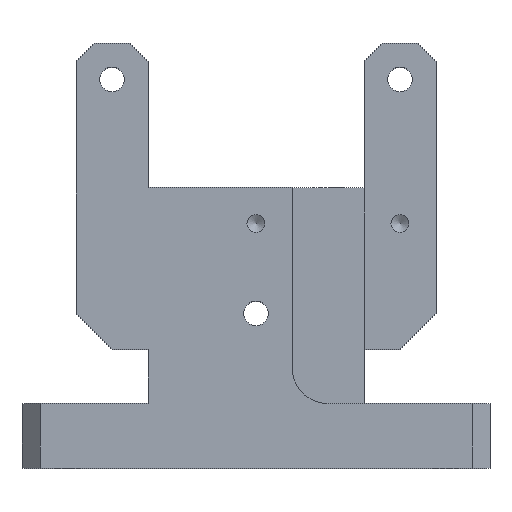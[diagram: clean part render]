
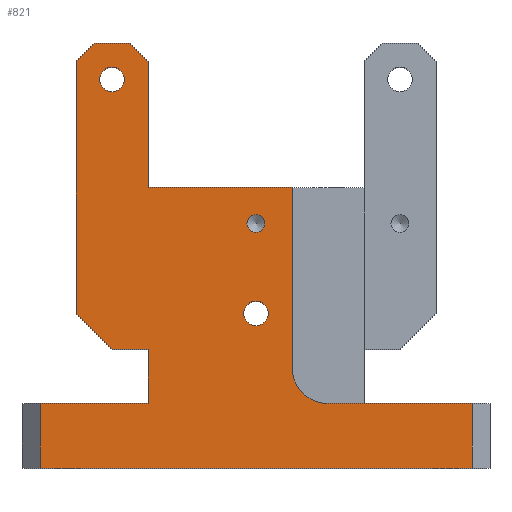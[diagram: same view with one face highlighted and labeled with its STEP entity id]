
A CAD part, top view. The second image highlights one B-rep face of the part: STEP entity #821.
In plain terms, the highlighted planar face has unit normal (0, 0, 1).
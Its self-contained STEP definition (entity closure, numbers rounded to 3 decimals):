
#153=CARTESIAN_POINT('',(10.0,78.0,20.0));
#154=VERTEX_POINT('',#153);
#155=CARTESIAN_POINT('',(-30.0,78.0,20.0));
#156=VERTEX_POINT('',#155);
#157=CARTESIAN_POINT('',(30.0,78.0,20.0));
#158=DIRECTION('',(-1.0,0.0,0.0));
#159=VECTOR('',#158,1.0);
#160=LINE('',#157,#159);
#161=EDGE_CURVE('n� 983',#154,#156,#160,.T.);
#209=CARTESIAN_POINT('',(-30.0,33.0,20.0));
#210=VERTEX_POINT('',#209);
#211=CARTESIAN_POINT('',(-30.0,18.0,20.0));
#212=VERTEX_POINT('',#211);
#213=CARTESIAN_POINT('',(-30.0,78.0,20.0));
#214=DIRECTION('',(-0.0,-1.0,0.0));
#215=VECTOR('',#214,1.0);
#216=LINE('',#213,#215);
#217=EDGE_CURVE('n� 682',#210,#212,#216,.T.);
#527=CARTESIAN_POINT('',(60.0,0.0,20.0));
#528=VERTEX_POINT('',#527);
#535=CARTESIAN_POINT('',(-60.0,0.0,20.0));
#536=VERTEX_POINT('',#535);
#537=CARTESIAN_POINT('',(-65.0,0.0,20.0));
#538=DIRECTION('',(1.0,0.0,0.0));
#539=VECTOR('',#538,1.0);
#540=LINE('',#537,#539);
#541=EDGE_CURVE('n� 1254',#536,#528,#540,.T.);
#614=CARTESIAN_POINT('',(20.0,18.0,20.0));
#615=VERTEX_POINT('',#614);
#622=CARTESIAN_POINT('',(60.0,18.0,20.0));
#623=VERTEX_POINT('',#622);
#624=CARTESIAN_POINT('',(65.0,18.0,20.0));
#625=DIRECTION('',(-1.0,-0.0,0.0));
#626=VECTOR('',#625,1.0);
#627=LINE('',#624,#626);
#628=EDGE_CURVE('n� 1216',#623,#615,#627,.T.);
#672=CARTESIAN_POINT('',(-60.0,18.0,20.0));
#673=VERTEX_POINT('',#672);
#680=CARTESIAN_POINT('',(-30.0,18.0,20.0));
#681=DIRECTION('',(-1.0,0.0,0.0));
#682=VECTOR('',#681,1.0);
#683=LINE('',#680,#682);
#684=EDGE_CURVE('n� 33',#212,#673,#683,.T.);
#695=CARTESIAN_POINT('',(2.5,68.0,20.0));
#696=VERTEX_POINT('',#695);
#697=CARTESIAN_POINT('',(-0.0,68.0,20.0));
#698=DIRECTION('',(-0.0,-0.0,1.0));
#699=DIRECTION('',(1.0,0.0,0.0));
#700=AXIS2_PLACEMENT_3D('',#697,#698,#699);
#701=CIRCLE('',#700,2.5);
#702=EDGE_CURVE('n� 2239',#696,#696,#701,.T.);
#703=ORIENTED_EDGE('',*,*,#702,.F.);
#704=EDGE_LOOP('',(#703));
#705=FACE_OUTER_BOUND('',#704,.T.);
#706=CARTESIAN_POINT('',(-30.0,113.0,20.0));
#707=VERTEX_POINT('',#706);
#708=CARTESIAN_POINT('',(-30.0,0.0,20.0));
#709=DIRECTION('',(-0.0,-1.0,0.0));
#710=VECTOR('',#709,1.0);
#711=LINE('',#708,#710);
#712=EDGE_CURVE('n� 1698',#707,#156,#711,.T.);
#713=ORIENTED_EDGE('',*,*,#712,.F.);
#714=CARTESIAN_POINT('',(-35.0,118.0,20.0));
#715=VERTEX_POINT('',#714);
#716=CARTESIAN_POINT('',(41.5,41.5,20.0));
#717=DIRECTION('',(-0.707,0.707,0.0));
#718=VECTOR('',#717,1.0);
#719=LINE('',#716,#718);
#720=EDGE_CURVE('n� 1721',#707,#715,#719,.T.);
#721=ORIENTED_EDGE('',*,*,#720,.T.);
#722=CARTESIAN_POINT('',(-45.0,118.0,20.0));
#723=VERTEX_POINT('',#722);
#724=CARTESIAN_POINT('',(-50.0,118.0,20.0));
#725=DIRECTION('',(1.0,0.0,0.0));
#726=VECTOR('',#725,1.0);
#727=LINE('',#724,#726);
#728=EDGE_CURVE('n� 1709',#723,#715,#727,.T.);
#729=ORIENTED_EDGE('',*,*,#728,.F.);
#730=CARTESIAN_POINT('',(-50.0,113.0,20.0));
#731=VERTEX_POINT('',#730);
#732=CARTESIAN_POINT('',(-81.5,81.5,20.0));
#733=DIRECTION('',(-0.707,-0.707,0.0));
#734=VECTOR('',#733,1.0);
#735=LINE('',#732,#734);
#736=EDGE_CURVE('n� 1714',#723,#731,#735,.T.);
#737=ORIENTED_EDGE('',*,*,#736,.T.);
#738=CARTESIAN_POINT('',(-50.0,43.0,20.0));
#739=VERTEX_POINT('',#738);
#740=CARTESIAN_POINT('',(-50.0,0.0,20.0));
#741=DIRECTION('',(0.0,-1.0,0.0));
#742=VECTOR('',#741,1.0);
#743=LINE('',#740,#742);
#744=EDGE_CURVE('n� 1706',#731,#739,#743,.T.);
#745=ORIENTED_EDGE('',*,*,#744,.T.);
#746=CARTESIAN_POINT('',(-40.0,33.0,20.0));
#747=VERTEX_POINT('',#746);
#748=CARTESIAN_POINT('',(-3.5,-3.5,20.0));
#749=DIRECTION('',(0.707,-0.707,0.0));
#750=VECTOR('',#749,1.0);
#751=LINE('',#748,#750);
#752=EDGE_CURVE('n� 1494',#739,#747,#751,.T.);
#753=ORIENTED_EDGE('',*,*,#752,.T.);
#754=CARTESIAN_POINT('',(0.0,33.0,20.0));
#755=DIRECTION('',(1.0,0.0,0.0));
#756=VECTOR('',#755,1.0);
#757=LINE('',#754,#756);
#758=EDGE_CURVE('n� 1453',#747,#210,#757,.T.);
#759=ORIENTED_EDGE('',*,*,#758,.T.);
#760=ORIENTED_EDGE('',*,*,#217,.T.);
#761=ORIENTED_EDGE('',*,*,#684,.T.);
#762=CARTESIAN_POINT('',(-60.0,0.0,20.0));
#763=DIRECTION('',(0.0,-1.0,0.0));
#764=VECTOR('',#763,1.0);
#765=LINE('',#762,#764);
#766=EDGE_CURVE('n� 1288',#673,#536,#765,.T.);
#767=ORIENTED_EDGE('',*,*,#766,.T.);
#768=ORIENTED_EDGE('',*,*,#541,.T.);
#769=CARTESIAN_POINT('',(60.0,18.0,20.0));
#770=DIRECTION('',(0.0,1.0,0.0));
#771=VECTOR('',#770,1.0);
#772=LINE('',#769,#771);
#773=EDGE_CURVE('n� 1295',#528,#623,#772,.T.);
#774=ORIENTED_EDGE('',*,*,#773,.T.);
#775=ORIENTED_EDGE('',*,*,#628,.T.);
#776=CARTESIAN_POINT('',(10.0,28.0,20.0));
#777=VERTEX_POINT('',#776);
#778=CARTESIAN_POINT('',(20.0,28.0,20.0));
#779=DIRECTION('',(0.0,-0.0,-1.0));
#780=DIRECTION('',(1.0,0.0,0.0));
#781=AXIS2_PLACEMENT_3D('',#778,#779,#780);
#782=CIRCLE('',#781,10.0);
#783=EDGE_CURVE('n� 1908',#615,#777,#782,.T.);
#784=ORIENTED_EDGE('',*,*,#783,.T.);
#785=CARTESIAN_POINT('',(10.0,0.0,20.0));
#786=DIRECTION('',(0.0,-1.0,0.0));
#787=VECTOR('',#786,1.0);
#788=LINE('',#785,#787);
#789=EDGE_CURVE('n� 989',#154,#777,#788,.T.);
#790=ORIENTED_EDGE('',*,*,#789,.F.);
#791=ORIENTED_EDGE('',*,*,#161,.T.);
#792=EDGE_LOOP('',(
    #713,#721,#729,#737,#745,#753,#759,#760,#761,#767,
    #768,#774,#775,#784,#790,#791));
#793=FACE_BOUND('',#792,.T.);
#794=CARTESIAN_POINT('',(-36.6,108.0,20.0));
#795=VERTEX_POINT('',#794);
#796=CARTESIAN_POINT('',(-40.0,108.0,20.0));
#797=DIRECTION('',(-0.0,0.0,1.0));
#798=DIRECTION('',(1.0,0.0,0.0));
#799=AXIS2_PLACEMENT_3D('',#796,#797,#798);
#800=CIRCLE('',#799,3.4);
#801=EDGE_CURVE('n� 838',#795,#795,#800,.T.);
#802=ORIENTED_EDGE('',*,*,#801,.F.);
#803=EDGE_LOOP('',(#802));
#804=FACE_BOUND('',#803,.T.);
#805=CARTESIAN_POINT('',(3.4,43.0,20.0));
#806=VERTEX_POINT('',#805);
#807=CARTESIAN_POINT('',(0.0,43.0,20.0));
#808=DIRECTION('',(-0.0,0.0,1.0));
#809=DIRECTION('',(1.0,0.0,0.0));
#810=AXIS2_PLACEMENT_3D('',#807,#808,#809);
#811=CIRCLE('',#810,3.4);
#812=EDGE_CURVE('n� 454',#806,#806,#811,.T.);
#813=ORIENTED_EDGE('',*,*,#812,.F.);
#814=EDGE_LOOP('',(#813));
#815=FACE_BOUND('',#814,.T.);
#816=CARTESIAN_POINT('',(0.0,0.0,20.0));
#817=DIRECTION('',(-0.0,0.0,1.0));
#818=DIRECTION('',(1.0,0.0,0.0));
#819=AXIS2_PLACEMENT_3D('',#816,#817,#818);
#820=PLANE('',#819);
#821=ADVANCED_FACE('n� 1',(#705,#793,#804,#815),#820,.T.);
